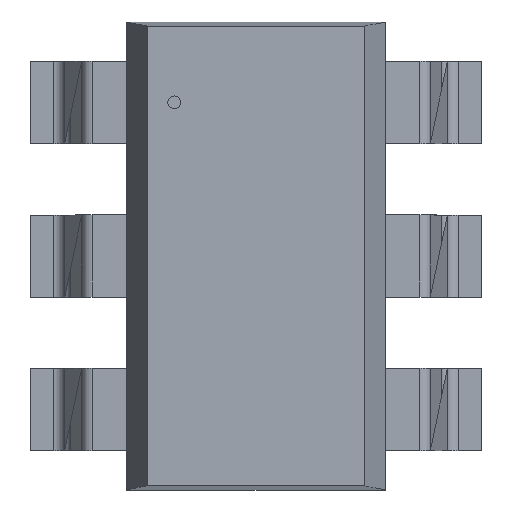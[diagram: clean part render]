
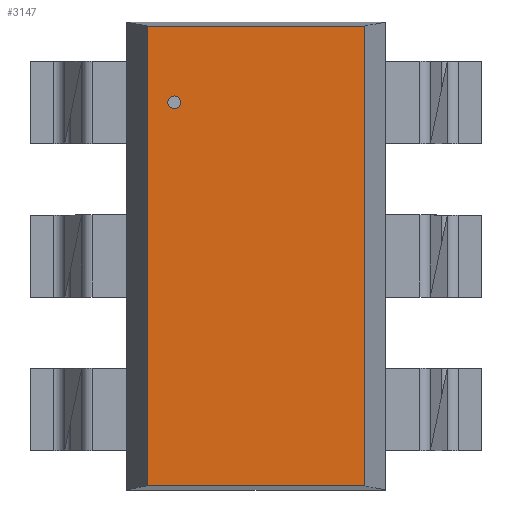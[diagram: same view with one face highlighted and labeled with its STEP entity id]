
A CAD part, top view. The second image highlights one B-rep face of the part: STEP entity #3147.
In plain terms, the highlighted planar face has unit normal (0, 0, 1).
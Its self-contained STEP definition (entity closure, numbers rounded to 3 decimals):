
#3147 = ADVANCED_FACE('',(#3148),#3182,.F.);
#3148 = FACE_BOUND('',#3149,.T.);
#3149 = EDGE_LOOP('',(#3150,#3160,#3168,#3176));
#3150 = ORIENTED_EDGE('',*,*,#3151,.F.);
#3151 = EDGE_CURVE('',#3152,#3154,#3156,.T.);
#3152 = VERTEX_POINT('',#3153);
#3153 = CARTESIAN_POINT('',(0.673,-1.422,0.991));
#3154 = VERTEX_POINT('',#3155);
#3155 = CARTESIAN_POINT('',(-0.673,-1.422,0.991));
#3156 = LINE('',#3157,#3158);
#3157 = CARTESIAN_POINT('',(0.673,-1.422,0.991));
#3158 = VECTOR('',#3159,1.);
#3159 = DIRECTION('',(-1.,0.,0.));
#3160 = ORIENTED_EDGE('',*,*,#3161,.F.);
#3161 = EDGE_CURVE('',#3162,#3152,#3164,.T.);
#3162 = VERTEX_POINT('',#3163);
#3163 = CARTESIAN_POINT('',(0.673,1.422,0.991));
#3164 = LINE('',#3165,#3166);
#3165 = CARTESIAN_POINT('',(0.673,1.422,0.991));
#3166 = VECTOR('',#3167,1.);
#3167 = DIRECTION('',(0.,-1.,0.));
#3168 = ORIENTED_EDGE('',*,*,#3169,.F.);
#3169 = EDGE_CURVE('',#3170,#3162,#3172,.T.);
#3170 = VERTEX_POINT('',#3171);
#3171 = CARTESIAN_POINT('',(-0.673,1.422,0.991));
#3172 = LINE('',#3173,#3174);
#3173 = CARTESIAN_POINT('',(-0.673,1.422,0.991));
#3174 = VECTOR('',#3175,1.);
#3175 = DIRECTION('',(1.,0.,0.));
#3176 = ORIENTED_EDGE('',*,*,#3177,.F.);
#3177 = EDGE_CURVE('',#3154,#3170,#3178,.T.);
#3178 = LINE('',#3179,#3180);
#3179 = CARTESIAN_POINT('',(-0.673,-1.422,0.991));
#3180 = VECTOR('',#3181,1.);
#3181 = DIRECTION('',(0.,1.,0.));
#3182 = PLANE('',#3183);
#3183 = AXIS2_PLACEMENT_3D('',#3184,#3185,#3186);
#3184 = CARTESIAN_POINT('',(-0.673,-1.422,0.991));
#3185 = DIRECTION('',(0.,0.,-1.));
#3186 = DIRECTION('',(0.,1.,0.));
